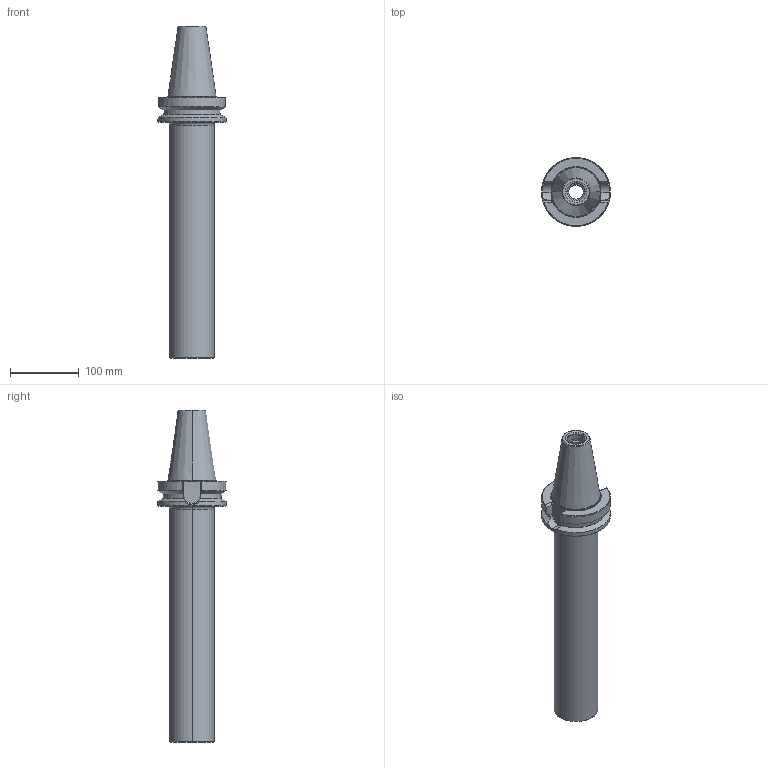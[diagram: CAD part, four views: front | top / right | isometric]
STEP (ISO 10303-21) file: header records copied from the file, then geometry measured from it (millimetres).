
FILE_DESCRIPTION(('no description'),'unknown implementation level');
FILE_NAME('556D770F-EDDF-457B-A177-A26C01A9C07D_export.stp',' ',('CIMSOURCE GmbH'),('CADClick - KiM GmbH - www.kimweb.de'),'unknown preprocess','ACIS','unknown authorization');
FILE_SCHEMA(('automotive_design'));
Length unit declared in the file: millimetre
Products named in the file (2): 328.230 Kaiser Schaft SK50B_BTxCK6Bx400xSD|690.436 Kaiser ETL M12 X 18 CK6;Schnitt-Linear austragen2; 328.230 Kaiser Schaft SK50B_BTxCK6Bx400xSD|328.230 Kaiser Schaft SK50B_BTxCK6Bx400xSD;Schnitt-Linear austragen2
Bounding box: 100 x 100 x 481.8 mm (x, y, z)
Volume: 1397143.4 mm3; surface area: 147999.2 mm2
Topology: 2 solids, 2 shells, 169 faces, 405 edges, 243 vertices
Faces by surface type: plane 58, cone 52, cylinder 39, torus 18, bspline 2
Entity records: 10218 total; most frequent: CARTESIAN_POINT 1676, DIRECTION 844, STYLED_ITEM 819, PRESENTATION_STYLE_ASSIGNMENT 819, COLOUR_RGB 819, ORIENTED_EDGE 808, EDGE_CURVE 404, CURVE_STYLE 404
